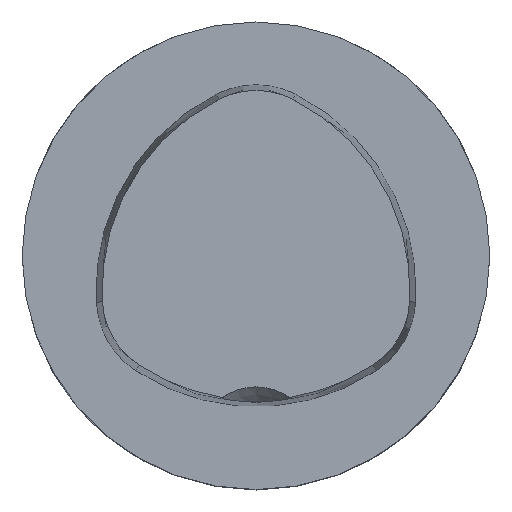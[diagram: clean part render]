
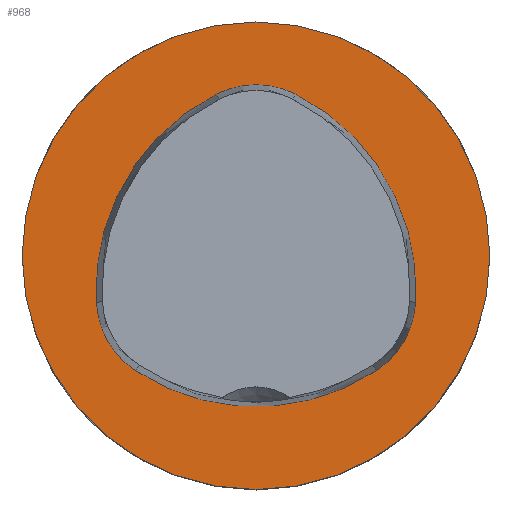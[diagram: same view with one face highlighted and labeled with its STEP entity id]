
A CAD part, top view. The second image highlights one B-rep face of the part: STEP entity #968.
In plain terms, the highlighted planar face has unit normal (0, 0, 1).
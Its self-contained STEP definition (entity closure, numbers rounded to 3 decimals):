
#501=FACE_BOUND('',#2052,.T.);
#502=FACE_BOUND('',#2053,.T.);
#968=ADVANCED_FACE('',(#501,#502),#1314,.T.);
#1314=PLANE('',#8001);
#2052=EDGE_LOOP('',(#5272));
#2053=EDGE_LOOP('',(#5273,#5274,#5275,#5276,#5277,#5278));
#5272=ORIENTED_EDGE('',*,*,#7184,.F.);
#5273=ORIENTED_EDGE('',*,*,#7185,.T.);
#5274=ORIENTED_EDGE('',*,*,#7186,.T.);
#5275=ORIENTED_EDGE('',*,*,#7187,.T.);
#5276=ORIENTED_EDGE('',*,*,#7188,.T.);
#5277=ORIENTED_EDGE('',*,*,#7189,.T.);
#5278=ORIENTED_EDGE('',*,*,#7190,.T.);
#6209=VERTEX_POINT('',#12352);
#6210=VERTEX_POINT('',#12354);
#6211=VERTEX_POINT('',#12355);
#6212=VERTEX_POINT('',#12357);
#6213=VERTEX_POINT('',#12359);
#6214=VERTEX_POINT('',#12361);
#6215=VERTEX_POINT('',#12363);
#7184=EDGE_CURVE('',#6209,#6209,#7493,.T.);
#7185=EDGE_CURVE('',#6210,#6211,#7494,.T.);
#7186=EDGE_CURVE('',#6211,#6212,#7495,.T.);
#7187=EDGE_CURVE('',#6212,#6213,#7496,.T.);
#7188=EDGE_CURVE('',#6213,#6214,#7497,.T.);
#7189=EDGE_CURVE('',#6214,#6215,#7498,.T.);
#7190=EDGE_CURVE('',#6215,#6210,#7499,.T.);
#7493=CIRCLE('',#7994,16.);
#7494=CIRCLE('',#7995,6.);
#7495=CIRCLE('',#7996,15.);
#7496=CIRCLE('',#7997,6.);
#7497=CIRCLE('',#7998,15.);
#7498=CIRCLE('',#7999,6.);
#7499=CIRCLE('',#8000,15.);
#7994=AXIS2_PLACEMENT_3D('',#12351,#9662,#9663);
#7995=AXIS2_PLACEMENT_3D('',#12353,#9664,#9665);
#7996=AXIS2_PLACEMENT_3D('',#12356,#9666,#9667);
#7997=AXIS2_PLACEMENT_3D('',#12358,#9668,#9669);
#7998=AXIS2_PLACEMENT_3D('',#12360,#9670,#9671);
#7999=AXIS2_PLACEMENT_3D('',#12362,#9672,#9673);
#8000=AXIS2_PLACEMENT_3D('',#12364,#9674,#9675);
#8001=AXIS2_PLACEMENT_3D('',#12365,#9676,#9677);
#9662=DIRECTION('',(0.,0.,-1.));
#9663=DIRECTION('',(-1.,0.,0.));
#9664=DIRECTION('',(0.,0.,-1.));
#9665=DIRECTION('',(0.,1.,0.));
#9666=DIRECTION('',(0.,0.,-1.));
#9667=DIRECTION('',(0.866,0.5,0.));
#9668=DIRECTION('',(0.,0.,-1.));
#9669=DIRECTION('',(0.866,-0.5,0.));
#9670=DIRECTION('',(0.,0.,-1.));
#9671=DIRECTION('',(0.,-1.,0.));
#9672=DIRECTION('',(0.,0.,-1.));
#9673=DIRECTION('',(-0.866,-0.5,0.));
#9674=DIRECTION('',(0.,0.,-1.));
#9675=DIRECTION('',(-0.866,0.5,0.));
#9676=DIRECTION('',(0.,0.,1.));
#9677=DIRECTION('',(0.,1.,0.));
#12351=CARTESIAN_POINT('',(0.,0.,0.));
#12352=CARTESIAN_POINT('',(-16.,0.,0.));
#12353=CARTESIAN_POINT('',(0.,5.7,0.));
#12354=CARTESIAN_POINT('',(-2.699,11.058,0.));
#12355=CARTESIAN_POINT('',(2.699,11.058,0.));
#12356=CARTESIAN_POINT('',(-4.049,-2.338,0.));
#12357=CARTESIAN_POINT('',(10.927,-3.192,0.));
#12358=CARTESIAN_POINT('',(4.936,-2.85,0.));
#12359=CARTESIAN_POINT('',(8.227,-7.867,0.));
#12360=CARTESIAN_POINT('',(0.,4.675,0.));
#12361=CARTESIAN_POINT('',(-8.227,-7.867,0.));
#12362=CARTESIAN_POINT('',(-4.936,-2.85,0.));
#12363=CARTESIAN_POINT('',(-10.927,-3.192,0.));
#12364=CARTESIAN_POINT('',(4.049,-2.338,0.));
#12365=CARTESIAN_POINT('',(-8.,0.,0.));
